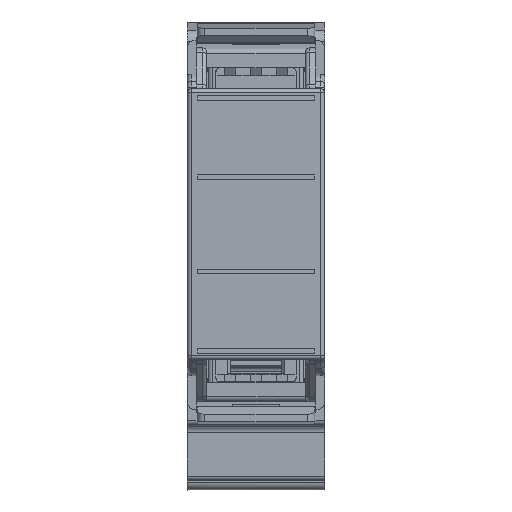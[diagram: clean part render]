
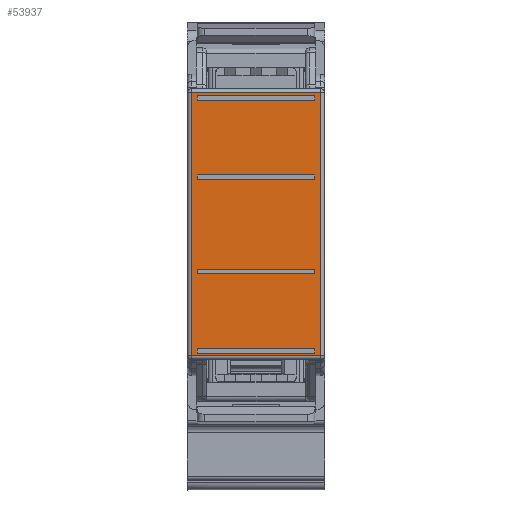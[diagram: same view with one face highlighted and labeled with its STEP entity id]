
A CAD part, top view. The second image highlights one B-rep face of the part: STEP entity #53937.
In plain terms, the highlighted planar face has unit normal (0, 0, 1).
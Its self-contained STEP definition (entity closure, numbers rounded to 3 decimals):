
#53905=AXIS2_PLACEMENT_3D('Plane Axis2P3D',#53902,#53903,#53904) ;
#48159=CARTESIAN_POINT('Vertex',(0.5,50.45,66.75)) ;
#48162=CARTESIAN_POINT('Line Origine',(17.5,50.45,66.75)) ;
#48166=CARTESIAN_POINT('Vertex',(17.,50.45,66.75)) ;
#50619=CARTESIAN_POINT('Vertex',(0.5,16.95,66.75)) ;
#50622=CARTESIAN_POINT('Line Origine',(0.5,50.95,66.75)) ;
#51686=CARTESIAN_POINT('Line Origine',(17.,50.95,66.75)) ;
#51690=CARTESIAN_POINT('Vertex',(17.,16.95,66.75)) ;
#53113=CARTESIAN_POINT('Line Origine',(17.5,16.95,66.75)) ;
#53130=CARTESIAN_POINT('Line Origine',(8.75,50.1,66.75)) ;
#53134=CARTESIAN_POINT('Vertex',(16.25,50.1,66.75)) ;
#53136=CARTESIAN_POINT('Vertex',(1.25,50.1,66.75)) ;
#53170=CARTESIAN_POINT('Line Origine',(16.25,49.8,66.75)) ;
#53174=CARTESIAN_POINT('Vertex',(16.25,49.5,66.75)) ;
#53201=CARTESIAN_POINT('Line Origine',(8.75,49.5,66.75)) ;
#53205=CARTESIAN_POINT('Vertex',(1.25,49.5,66.75)) ;
#53232=CARTESIAN_POINT('Line Origine',(1.25,49.8,66.75)) ;
#53254=CARTESIAN_POINT('Line Origine',(1.25,39.7,66.75)) ;
#53258=CARTESIAN_POINT('Vertex',(1.25,40.,66.75)) ;
#53260=CARTESIAN_POINT('Vertex',(1.25,39.4,66.75)) ;
#53294=CARTESIAN_POINT('Line Origine',(8.75,40.,66.75)) ;
#53298=CARTESIAN_POINT('Vertex',(16.25,40.,66.75)) ;
#53325=CARTESIAN_POINT('Line Origine',(16.25,39.7,66.75)) ;
#53329=CARTESIAN_POINT('Vertex',(16.25,39.4,66.75)) ;
#53356=CARTESIAN_POINT('Line Origine',(8.75,39.4,66.75)) ;
#53378=CARTESIAN_POINT('Line Origine',(16.25,27.7,66.75)) ;
#53382=CARTESIAN_POINT('Vertex',(16.25,27.4,66.75)) ;
#53384=CARTESIAN_POINT('Vertex',(16.25,28.,66.75)) ;
#53418=CARTESIAN_POINT('Line Origine',(8.75,27.4,66.75)) ;
#53422=CARTESIAN_POINT('Vertex',(1.25,27.4,66.75)) ;
#53449=CARTESIAN_POINT('Line Origine',(1.25,27.7,66.75)) ;
#53453=CARTESIAN_POINT('Vertex',(1.25,28.,66.75)) ;
#53480=CARTESIAN_POINT('Line Origine',(8.75,28.,66.75)) ;
#53502=CARTESIAN_POINT('Line Origine',(1.25,17.6,66.75)) ;
#53506=CARTESIAN_POINT('Vertex',(1.25,17.9,66.75)) ;
#53508=CARTESIAN_POINT('Vertex',(1.25,17.3,66.75)) ;
#53542=CARTESIAN_POINT('Line Origine',(8.75,17.9,66.75)) ;
#53546=CARTESIAN_POINT('Vertex',(16.25,17.9,66.75)) ;
#53573=CARTESIAN_POINT('Line Origine',(16.25,17.6,66.75)) ;
#53577=CARTESIAN_POINT('Vertex',(16.25,17.3,66.75)) ;
#53604=CARTESIAN_POINT('Line Origine',(8.75,17.3,66.75)) ;
#53902=CARTESIAN_POINT('Axis2P3D Location',(17.5,50.95,66.75)) ;
#48163=DIRECTION('Vector Direction',(1.,0.,0.)) ;
#50623=DIRECTION('Vector Direction',(0.,1.,0.)) ;
#51687=DIRECTION('Vector Direction',(0.,-1.,0.)) ;
#53114=DIRECTION('Vector Direction',(-1.,0.,0.)) ;
#53131=DIRECTION('Vector Direction',(-1.,0.,0.)) ;
#53171=DIRECTION('Vector Direction',(0.,1.,0.)) ;
#53202=DIRECTION('Vector Direction',(1.,0.,0.)) ;
#53233=DIRECTION('Vector Direction',(0.,-1.,0.)) ;
#53255=DIRECTION('Vector Direction',(0.,-1.,0.)) ;
#53295=DIRECTION('Vector Direction',(-1.,0.,0.)) ;
#53326=DIRECTION('Vector Direction',(0.,1.,0.)) ;
#53357=DIRECTION('Vector Direction',(1.,0.,0.)) ;
#53379=DIRECTION('Vector Direction',(0.,1.,0.)) ;
#53419=DIRECTION('Vector Direction',(1.,0.,0.)) ;
#53450=DIRECTION('Vector Direction',(0.,-1.,0.)) ;
#53481=DIRECTION('Vector Direction',(-1.,0.,0.)) ;
#53503=DIRECTION('Vector Direction',(0.,-1.,0.)) ;
#53543=DIRECTION('Vector Direction',(-1.,0.,0.)) ;
#53574=DIRECTION('Vector Direction',(0.,1.,0.)) ;
#53605=DIRECTION('Vector Direction',(1.,0.,0.)) ;
#53903=DIRECTION('Axis2P3D Direction',(0.,0.,1.)) ;
#53904=DIRECTION('Axis2P3D XDirection',(-1.,0.,0.)) ;
#48164=VECTOR('Line Direction',#48163,1.) ;
#50624=VECTOR('Line Direction',#50623,1.) ;
#51688=VECTOR('Line Direction',#51687,1.) ;
#53115=VECTOR('Line Direction',#53114,1.) ;
#53132=VECTOR('Line Direction',#53131,1.) ;
#53172=VECTOR('Line Direction',#53171,1.) ;
#53203=VECTOR('Line Direction',#53202,1.) ;
#53234=VECTOR('Line Direction',#53233,1.) ;
#53256=VECTOR('Line Direction',#53255,1.) ;
#53296=VECTOR('Line Direction',#53295,1.) ;
#53327=VECTOR('Line Direction',#53326,1.) ;
#53358=VECTOR('Line Direction',#53357,1.) ;
#53380=VECTOR('Line Direction',#53379,1.) ;
#53420=VECTOR('Line Direction',#53419,1.) ;
#53451=VECTOR('Line Direction',#53450,1.) ;
#53482=VECTOR('Line Direction',#53481,1.) ;
#53504=VECTOR('Line Direction',#53503,1.) ;
#53544=VECTOR('Line Direction',#53543,1.) ;
#53575=VECTOR('Line Direction',#53574,1.) ;
#53606=VECTOR('Line Direction',#53605,1.) ;
#53908=ORIENTED_EDGE('',*,*,#50626,.T.) ;
#53909=ORIENTED_EDGE('',*,*,#53117,.T.) ;
#53910=ORIENTED_EDGE('',*,*,#51692,.T.) ;
#53911=ORIENTED_EDGE('',*,*,#48168,.T.) ;
#53914=ORIENTED_EDGE('',*,*,#53608,.F.) ;
#53915=ORIENTED_EDGE('',*,*,#53510,.F.) ;
#53916=ORIENTED_EDGE('',*,*,#53548,.F.) ;
#53917=ORIENTED_EDGE('',*,*,#53579,.F.) ;
#53920=ORIENTED_EDGE('',*,*,#53484,.F.) ;
#53921=ORIENTED_EDGE('',*,*,#53386,.F.) ;
#53922=ORIENTED_EDGE('',*,*,#53424,.F.) ;
#53923=ORIENTED_EDGE('',*,*,#53455,.F.) ;
#53926=ORIENTED_EDGE('',*,*,#53360,.F.) ;
#53927=ORIENTED_EDGE('',*,*,#53262,.F.) ;
#53928=ORIENTED_EDGE('',*,*,#53300,.F.) ;
#53929=ORIENTED_EDGE('',*,*,#53331,.F.) ;
#53932=ORIENTED_EDGE('',*,*,#53236,.F.) ;
#53933=ORIENTED_EDGE('',*,*,#53138,.F.) ;
#53934=ORIENTED_EDGE('',*,*,#53176,.F.) ;
#53935=ORIENTED_EDGE('',*,*,#53207,.F.) ;
#53918=FACE_BOUND('',#53913,.T.) ;
#53924=FACE_BOUND('',#53919,.T.) ;
#53930=FACE_BOUND('',#53925,.T.) ;
#53936=FACE_BOUND('',#53931,.T.) ;
#53937=ADVANCED_FACE('8947010000\\NONE',(#53912,#53918,#53924,#53930,#53936),#53906,.T.) ;
#48168=EDGE_CURVE('',#48167,#48160,#48165,.F.) ;
#50626=EDGE_CURVE('',#48160,#50620,#50625,.F.) ;
#51692=EDGE_CURVE('',#51691,#48167,#51689,.F.) ;
#53117=EDGE_CURVE('',#50620,#51691,#53116,.F.) ;
#53138=EDGE_CURVE('',#53135,#53137,#53133,.T.) ;
#53176=EDGE_CURVE('',#53175,#53135,#53173,.T.) ;
#53207=EDGE_CURVE('',#53206,#53175,#53204,.T.) ;
#53236=EDGE_CURVE('',#53137,#53206,#53235,.T.) ;
#53262=EDGE_CURVE('',#53259,#53261,#53257,.T.) ;
#53300=EDGE_CURVE('',#53299,#53259,#53297,.T.) ;
#53331=EDGE_CURVE('',#53330,#53299,#53328,.T.) ;
#53360=EDGE_CURVE('',#53261,#53330,#53359,.T.) ;
#53386=EDGE_CURVE('',#53383,#53385,#53381,.T.) ;
#53424=EDGE_CURVE('',#53423,#53383,#53421,.T.) ;
#53455=EDGE_CURVE('',#53454,#53423,#53452,.T.) ;
#53484=EDGE_CURVE('',#53385,#53454,#53483,.T.) ;
#53510=EDGE_CURVE('',#53507,#53509,#53505,.T.) ;
#53548=EDGE_CURVE('',#53547,#53507,#53545,.T.) ;
#53579=EDGE_CURVE('',#53578,#53547,#53576,.T.) ;
#53608=EDGE_CURVE('',#53509,#53578,#53607,.T.) ;
#53907=EDGE_LOOP('',(#53908,#53909,#53910,#53911)) ;
#53913=EDGE_LOOP('',(#53914,#53915,#53916,#53917)) ;
#53919=EDGE_LOOP('',(#53920,#53921,#53922,#53923)) ;
#53925=EDGE_LOOP('',(#53926,#53927,#53928,#53929)) ;
#53931=EDGE_LOOP('',(#53932,#53933,#53934,#53935)) ;
#53912=FACE_OUTER_BOUND('',#53907,.T.) ;
#48165=LINE('Line',#48162,#48164) ;
#50625=LINE('Line',#50622,#50624) ;
#51689=LINE('Line',#51686,#51688) ;
#53116=LINE('Line',#53113,#53115) ;
#53133=LINE('Line',#53130,#53132) ;
#53173=LINE('Line',#53170,#53172) ;
#53204=LINE('Line',#53201,#53203) ;
#53235=LINE('Line',#53232,#53234) ;
#53257=LINE('Line',#53254,#53256) ;
#53297=LINE('Line',#53294,#53296) ;
#53328=LINE('Line',#53325,#53327) ;
#53359=LINE('Line',#53356,#53358) ;
#53381=LINE('Line',#53378,#53380) ;
#53421=LINE('Line',#53418,#53420) ;
#53452=LINE('Line',#53449,#53451) ;
#53483=LINE('Line',#53480,#53482) ;
#53505=LINE('Line',#53502,#53504) ;
#53545=LINE('Line',#53542,#53544) ;
#53576=LINE('Line',#53573,#53575) ;
#53607=LINE('Line',#53604,#53606) ;
#53906=PLANE('',#53905) ;
#48160=VERTEX_POINT('',#48159) ;
#48167=VERTEX_POINT('',#48166) ;
#50620=VERTEX_POINT('',#50619) ;
#51691=VERTEX_POINT('',#51690) ;
#53135=VERTEX_POINT('',#53134) ;
#53137=VERTEX_POINT('',#53136) ;
#53175=VERTEX_POINT('',#53174) ;
#53206=VERTEX_POINT('',#53205) ;
#53259=VERTEX_POINT('',#53258) ;
#53261=VERTEX_POINT('',#53260) ;
#53299=VERTEX_POINT('',#53298) ;
#53330=VERTEX_POINT('',#53329) ;
#53383=VERTEX_POINT('',#53382) ;
#53385=VERTEX_POINT('',#53384) ;
#53423=VERTEX_POINT('',#53422) ;
#53454=VERTEX_POINT('',#53453) ;
#53507=VERTEX_POINT('',#53506) ;
#53509=VERTEX_POINT('',#53508) ;
#53547=VERTEX_POINT('',#53546) ;
#53578=VERTEX_POINT('',#53577) ;
